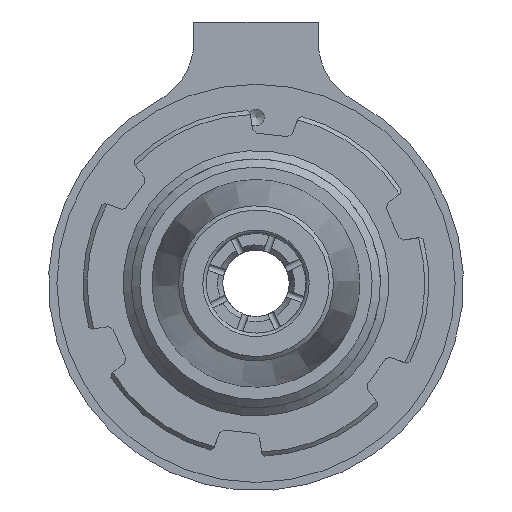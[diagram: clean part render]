
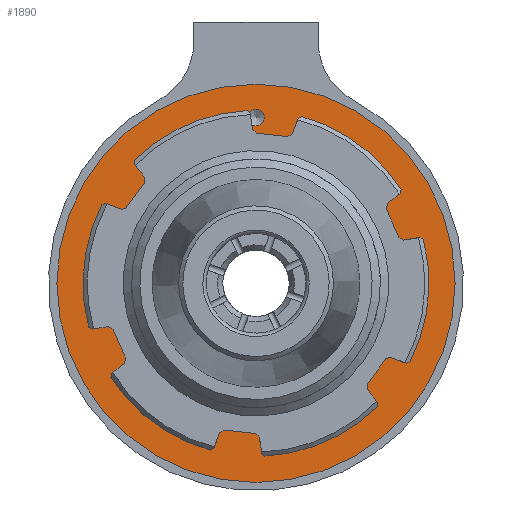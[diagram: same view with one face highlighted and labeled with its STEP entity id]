
A CAD part, left-side view. The second image highlights one B-rep face of the part: STEP entity #1890.
In plain terms, the highlighted planar face has unit normal (-1, 0, 0).
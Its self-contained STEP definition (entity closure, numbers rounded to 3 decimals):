
#1890 = ADVANCED_FACE( '', ( #2985, #2986, #2987 ), #2988, .T. );
#2985 = FACE_BOUND( '', #5683, .T. );
#2986 = FACE_BOUND( '', #5684, .T. );
#2987 = FACE_OUTER_BOUND( '', #5685, .T. );
#2988 = PLANE( '', #5686 );
#5683 = EDGE_LOOP( '', ( #7529 ) );
#5684 = EDGE_LOOP( '', ( #7530 ) );
#5685 = EDGE_LOOP( '', ( #7531 ) );
#5686 = AXIS2_PLACEMENT_3D( '', #7532, #7533, #7534 );
#7529 = ORIENTED_EDGE( '', *, *, #9917, .T. );
#7530 = ORIENTED_EDGE( '', *, *, #10077, .F. );
#7531 = ORIENTED_EDGE( '', *, *, #10078, .T. );
#7532 = CARTESIAN_POINT( '', ( -25., 0., 0. ) );
#7533 = DIRECTION( '', ( -1., 0., 0. ) );
#7534 = DIRECTION( '', ( 0., 0., 1. ) );
#9917 = EDGE_CURVE( '', #13361, #13361, #13362, .T. );
#10077 = EDGE_CURVE( '', #13630, #13630, #13631, .T. );
#10078 = EDGE_CURVE( '', #13632, #13632, #13633, .T. );
#13361 = VERTEX_POINT( '', #15101 );
#13362 = CIRCLE( '', #15102, 1. );
#13630 = VERTEX_POINT( '', #16706 );
#13631 = CIRCLE( '', #16707, 17.15 );
#13632 = VERTEX_POINT( '', #16708 );
#13633 = CIRCLE( '', #16709, 24. );
#15101 = CARTESIAN_POINT( '', ( -25., 0., 21. ) );
#15102 = AXIS2_PLACEMENT_3D( '', #17522, #17523, #17524 );
#16706 = CARTESIAN_POINT( '', ( -25., 0., 17.15 ) );
#16707 = AXIS2_PLACEMENT_3D( '', #17760, #17761, #17762 );
#16708 = CARTESIAN_POINT( '', ( -25., 0., 24. ) );
#16709 = AXIS2_PLACEMENT_3D( '', #17763, #17764, #17765 );
#17522 = CARTESIAN_POINT( '', ( -25., 0., 20. ) );
#17523 = DIRECTION( '', ( 1., 0., 0. ) );
#17524 = DIRECTION( '', ( 0., 0., 1. ) );
#17760 = CARTESIAN_POINT( '', ( -25., 0., 0. ) );
#17761 = DIRECTION( '', ( -1., 0., 0. ) );
#17762 = DIRECTION( '', ( 0., 0., 1. ) );
#17763 = CARTESIAN_POINT( '', ( -25., 0., 0. ) );
#17764 = DIRECTION( '', ( -1., 0., 0. ) );
#17765 = DIRECTION( '', ( 0., 0., 1. ) );
